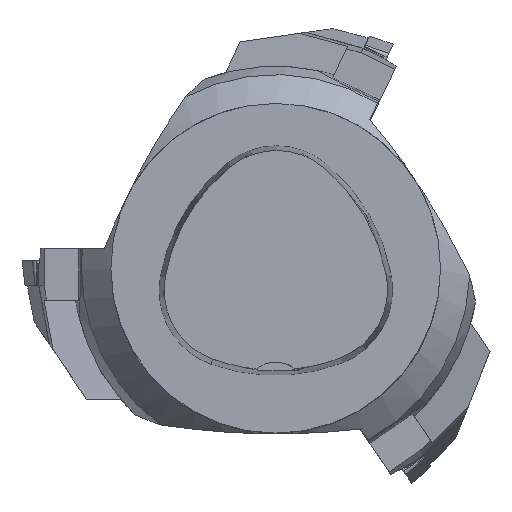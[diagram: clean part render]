
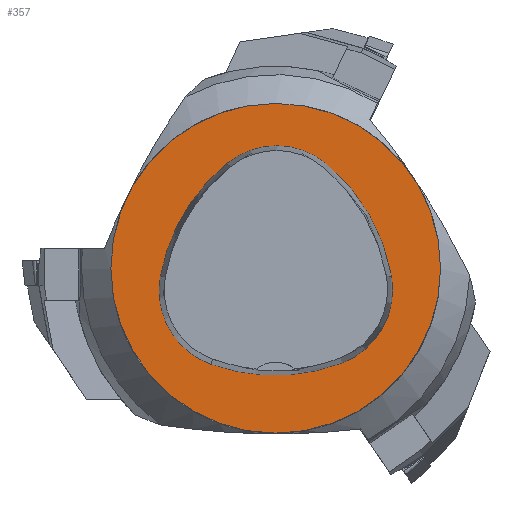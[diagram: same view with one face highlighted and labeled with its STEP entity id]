
A CAD part, top view. The second image highlights one B-rep face of the part: STEP entity #357.
In plain terms, the highlighted planar face has unit normal (0, 0, 1).
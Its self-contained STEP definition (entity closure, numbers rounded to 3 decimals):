
#172=PLANE('',#1965);
#357=ADVANCED_FACE('',(#512,#513),#172,.T.);
#457=CIRCLE('',#1936,31.5);
#459=CIRCLE('',#1943,36.);
#461=CIRCLE('',#1946,15.);
#463=CIRCLE('',#1949,36.);
#465=CIRCLE('',#1952,15.);
#469=CIRCLE('',#1957,36.);
#471=CIRCLE('',#1960,15.);
#512=FACE_BOUND('',#557,.T.);
#513=FACE_BOUND('',#558,.T.);
#557=EDGE_LOOP('',(#739,#740,#741,#742,#743,#744));
#558=EDGE_LOOP('',(#745));
#739=ORIENTED_EDGE('',*,*,#1338,.T.);
#740=ORIENTED_EDGE('',*,*,#1318,.T.);
#741=ORIENTED_EDGE('',*,*,#1322,.T.);
#742=ORIENTED_EDGE('',*,*,#1325,.T.);
#743=ORIENTED_EDGE('',*,*,#1328,.T.);
#744=ORIENTED_EDGE('',*,*,#1336,.T.);
#745=ORIENTED_EDGE('',*,*,#1308,.F.);
#1151=VERTEX_POINT('',#2661);
#1161=VERTEX_POINT('',#2682);
#1162=VERTEX_POINT('',#2683);
#1165=VERTEX_POINT('',#2691);
#1167=VERTEX_POINT('',#2697);
#1169=VERTEX_POINT('',#2703);
#1176=VERTEX_POINT('',#2724);
#1308=EDGE_CURVE('',#1151,#1151,#457,.T.);
#1318=EDGE_CURVE('',#1161,#1162,#459,.T.);
#1322=EDGE_CURVE('',#1162,#1165,#461,.T.);
#1325=EDGE_CURVE('',#1165,#1167,#463,.T.);
#1328=EDGE_CURVE('',#1167,#1169,#465,.T.);
#1336=EDGE_CURVE('',#1169,#1176,#469,.T.);
#1338=EDGE_CURVE('',#1176,#1161,#471,.T.);
#1936=AXIS2_PLACEMENT_3D('',#2660,#2138,#2139);
#1943=AXIS2_PLACEMENT_3D('',#2681,#2156,#2157);
#1946=AXIS2_PLACEMENT_3D('',#2690,#2164,#2165);
#1949=AXIS2_PLACEMENT_3D('',#2696,#2171,#2172);
#1952=AXIS2_PLACEMENT_3D('',#2702,#2178,#2179);
#1957=AXIS2_PLACEMENT_3D('',#2725,#2190,#2191);
#1960=AXIS2_PLACEMENT_3D('',#2728,#2196,#2197);
#1965=AXIS2_PLACEMENT_3D('',#2733,#2206,#2207);
#2138=DIRECTION('',(0.,0.,-1.));
#2139=DIRECTION('',(-1.,0.,0.));
#2156=DIRECTION('',(0.,0.,-1.));
#2157=DIRECTION('',(-1.,0.,0.));
#2164=DIRECTION('',(0.,0.,-1.));
#2165=DIRECTION('',(-1.,0.,0.));
#2171=DIRECTION('',(0.,0.,-1.));
#2172=DIRECTION('',(-1.,0.,0.));
#2178=DIRECTION('',(0.,0.,-1.));
#2179=DIRECTION('',(-1.,0.,0.));
#2190=DIRECTION('',(0.,0.,-1.));
#2191=DIRECTION('',(-1.,0.,0.));
#2196=DIRECTION('',(0.,0.,-1.));
#2197=DIRECTION('',(-1.,0.,0.));
#2206=DIRECTION('',(0.,0.,1.));
#2207=DIRECTION('',(1.,0.,0.));
#2660=CARTESIAN_POINT('',(0.,0.,0.));
#2661=CARTESIAN_POINT('',(-31.5,0.,0.));
#2681=CARTESIAN_POINT('',(13.398,-7.893,0.));
#2682=CARTESIAN_POINT('',(-22.041,-1.562,0.));
#2683=CARTESIAN_POINT('',(-9.317,20.036,0.));
#2690=CARTESIAN_POINT('',(0.148,8.399,0.));
#2691=CARTESIAN_POINT('',(9.779,19.898,0.));
#2696=CARTESIAN_POINT('',(-13.337,-7.7,0.));
#2697=CARTESIAN_POINT('',(22.122,-1.48,0.));
#2702=CARTESIAN_POINT('',(7.347,-4.071,0.));
#2703=CARTESIAN_POINT('',(12.693,-18.087,0.));
#2724=CARTESIAN_POINT('',(-12.373,-18.307,0.));
#2725=CARTESIAN_POINT('',(-0.137,15.55,0.));
#2728=CARTESIAN_POINT('',(-7.275,-4.2,0.));
#2733=CARTESIAN_POINT('',(0.,0.,0.));
